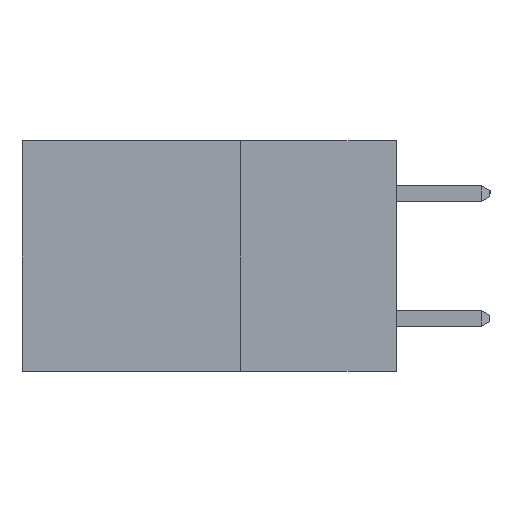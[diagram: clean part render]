
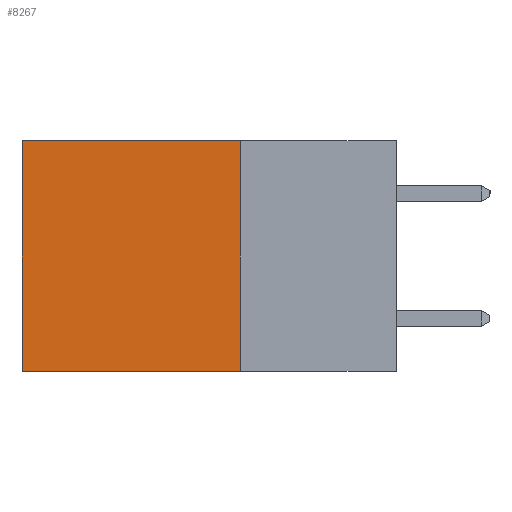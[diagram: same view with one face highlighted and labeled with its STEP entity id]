
A CAD part, left-side view. The second image highlights one B-rep face of the part: STEP entity #8267.
In plain terms, the highlighted planar face has unit normal (-1, 0, 0).
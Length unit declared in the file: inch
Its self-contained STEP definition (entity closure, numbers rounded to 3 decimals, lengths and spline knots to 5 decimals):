
#588 = VERTEX_POINT ( 'NONE', #8061 ) ;
#833 = CARTESIAN_POINT ( 'NONE',  ( 0.2615, 0.25, -0.37 ) ) ;
#958 = DIRECTION ( 'NONE',  ( 0., 0., -1. ) ) ;
#1356 = EDGE_CURVE ( 'NONE', #1794, #588, #10968, .T. ) ;
#1496 = DIRECTION ( 'NONE',  ( 1., 0., 0. ) ) ;
#1794 = VERTEX_POINT ( 'NONE', #10952 ) ;
#2053 = ORIENTED_EDGE ( 'NONE', *, *, #11165, .F. ) ;
#2588 = CARTESIAN_POINT ( 'NONE',  ( 0.2615, 0.6, -0.37 ) ) ;
#3248 = VECTOR ( 'NONE', #8143, 39.37008 ) ;
#4491 = VERTEX_POINT ( 'NONE', #2588 ) ;
#4552 = ORIENTED_EDGE ( 'NONE', *, *, #1356, .T. ) ;
#4682 = LINE ( 'NONE', #7573, #8618 ) ;
#5041 = EDGE_CURVE ( 'NONE', #588, #4491, #4682, .T. ) ;
#5398 = DIRECTION ( 'NONE',  ( 0., 0., -1. ) ) ;
#5987 = DIRECTION ( 'NONE',  ( 0., 0., -1. ) ) ;
#6025 = CARTESIAN_POINT ( 'NONE',  ( 0.2615, 0.25, 0. ) ) ;
#6057 = CARTESIAN_POINT ( 'NONE',  ( 0.2615, 0.25, -0.37 ) ) ;
#6360 = CARTESIAN_POINT ( 'NONE',  ( 0.2615, 0.25, -0.37 ) ) ;
#7153 = LINE ( 'NONE', #6057, #9480 ) ;
#7550 = EDGE_CURVE ( 'NONE', #1794, #12477, #7153, .T. ) ;
#7573 = CARTESIAN_POINT ( 'NONE',  ( 0.2615, 0.6, -0.37 ) ) ;
#7737 = CARTESIAN_POINT ( 'NONE',  ( 0.2615, 0.25, -0.37 ) ) ;
#8061 = CARTESIAN_POINT ( 'NONE',  ( 0.2615, 0.6, 0. ) ) ;
#8143 = DIRECTION ( 'NONE',  ( 0., 1., 0. ) ) ;
#8267 = ADVANCED_FACE ( 'NONE', ( #8417 ), #9139, .F. ) ;
#8417 = FACE_OUTER_BOUND ( 'NONE', #9513, .T. ) ;
#8467 = AXIS2_PLACEMENT_3D ( 'NONE', #6360, #1496, #5398 ) ;
#8618 = VECTOR ( 'NONE', #958, 39.37008 ) ;
#8636 = DIRECTION ( 'NONE',  ( 0., 1., 0. ) ) ;
#9139 = PLANE ( 'NONE',  #8467 ) ;
#9480 = VECTOR ( 'NONE', #5987, 39.37008 ) ;
#9503 = VECTOR ( 'NONE', #8636, 39.37008 ) ;
#9513 = EDGE_LOOP ( 'NONE', ( #11976, #2053, #11315, #4552 ) ) ;
#9851 = LINE ( 'NONE', #7737, #9503 ) ;
#10952 = CARTESIAN_POINT ( 'NONE',  ( 0.2615, 0.25, 0. ) ) ;
#10968 = LINE ( 'NONE', #6025, #3248 ) ;
#11165 = EDGE_CURVE ( 'NONE', #12477, #4491, #9851, .T. ) ;
#11315 = ORIENTED_EDGE ( 'NONE', *, *, #7550, .F. ) ;
#11976 = ORIENTED_EDGE ( 'NONE', *, *, #5041, .T. ) ;
#12477 = VERTEX_POINT ( 'NONE', #833 ) ;
